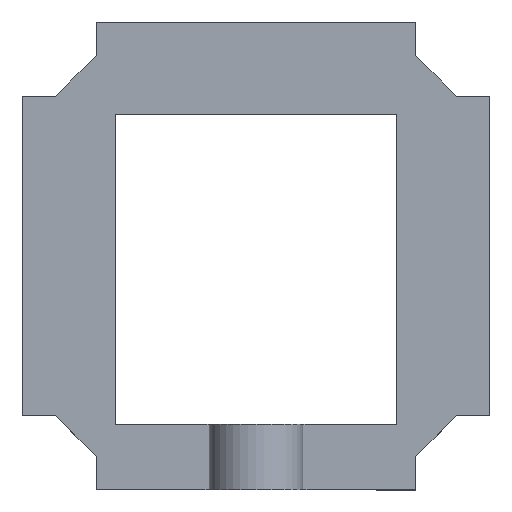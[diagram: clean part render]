
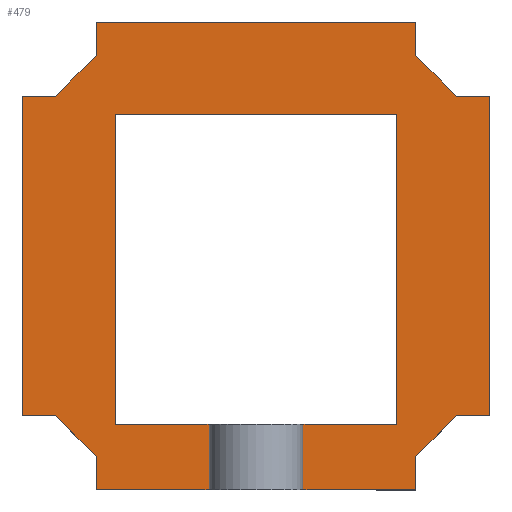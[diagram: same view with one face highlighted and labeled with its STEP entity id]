
A CAD part, top view. The second image highlights one B-rep face of the part: STEP entity #479.
In plain terms, the highlighted planar face has unit normal (0, 0, 1).
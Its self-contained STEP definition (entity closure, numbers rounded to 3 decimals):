
#36=PLANE('',#524);
#59=FACE_OUTER_BOUND('',#82,.T.);
#82=EDGE_LOOP('',(#413,#414,#415,#416,#417,#418,#419,#420,#421,#422,#423,
#424,#425,#426,#427,#428,#429,#430,#431,#432,#433,#434,#435,#436));
#87=LINE('',#646,#151);
#88=LINE('',#650,#152);
#91=LINE('',#658,#155);
#92=LINE('',#660,#156);
#97=LINE('',#670,#161);
#98=LINE('',#672,#162);
#101=LINE('',#676,#165);
#102=LINE('',#680,#166);
#106=LINE('',#688,#170);
#109=LINE('',#694,#173);
#112=LINE('',#701,#176);
#116=LINE('',#709,#180);
#119=LINE('',#715,#183);
#122=LINE('',#722,#186);
#126=LINE('',#730,#190);
#129=LINE('',#736,#193);
#132=LINE('',#743,#196);
#136=LINE('',#751,#200);
#139=LINE('',#757,#203);
#142=LINE('',#762,#206);
#144=LINE('',#765,#208);
#146=LINE('',#768,#210);
#148=LINE('',#770,#212);
#149=LINE('',#772,#213);
#151=VECTOR('',#530,10.);
#152=VECTOR('',#533,10.);
#155=VECTOR('',#540,10.);
#156=VECTOR('',#541,10.);
#161=VECTOR('',#548,10.);
#162=VECTOR('',#551,10.);
#165=VECTOR('',#556,10.);
#166=VECTOR('',#559,10.);
#170=VECTOR('',#565,10.);
#173=VECTOR('',#570,10.);
#176=VECTOR('',#575,10.);
#180=VECTOR('',#581,10.);
#183=VECTOR('',#586,10.);
#186=VECTOR('',#591,10.);
#190=VECTOR('',#597,10.);
#193=VECTOR('',#602,10.);
#196=VECTOR('',#607,10.);
#200=VECTOR('',#613,10.);
#203=VECTOR('',#618,10.);
#206=VECTOR('',#623,10.);
#208=VECTOR('',#627,10.);
#210=VECTOR('',#631,10.);
#212=VECTOR('',#633,10.);
#213=VECTOR('',#636,10.);
#215=VERTEX_POINT('',#644);
#216=VERTEX_POINT('',#645);
#217=VERTEX_POINT('',#647);
#218=VERTEX_POINT('',#649);
#221=VERTEX_POINT('',#656);
#222=VERTEX_POINT('',#659);
#224=VERTEX_POINT('',#664);
#226=VERTEX_POINT('',#668);
#227=VERTEX_POINT('',#678);
#228=VERTEX_POINT('',#679);
#231=VERTEX_POINT('',#687);
#233=VERTEX_POINT('',#693);
#235=VERTEX_POINT('',#699);
#236=VERTEX_POINT('',#700);
#239=VERTEX_POINT('',#708);
#241=VERTEX_POINT('',#714);
#243=VERTEX_POINT('',#720);
#244=VERTEX_POINT('',#721);
#247=VERTEX_POINT('',#729);
#249=VERTEX_POINT('',#735);
#251=VERTEX_POINT('',#741);
#252=VERTEX_POINT('',#742);
#255=VERTEX_POINT('',#750);
#257=VERTEX_POINT('',#756);
#259=EDGE_CURVE('',#215,#216,#87,.T.);
#261=EDGE_CURVE('',#218,#217,#88,.T.);
#265=EDGE_CURVE('',#216,#221,#91,.T.);
#266=EDGE_CURVE('',#222,#218,#92,.T.);
#271=EDGE_CURVE('',#224,#226,#97,.T.);
#272=EDGE_CURVE('',#226,#222,#98,.T.);
#275=EDGE_CURVE('',#221,#224,#101,.T.);
#276=EDGE_CURVE('',#227,#228,#102,.T.);
#280=EDGE_CURVE('',#228,#231,#106,.T.);
#283=EDGE_CURVE('',#231,#233,#109,.T.);
#286=EDGE_CURVE('',#235,#236,#112,.T.);
#290=EDGE_CURVE('',#239,#235,#116,.T.);
#293=EDGE_CURVE('',#241,#239,#119,.T.);
#296=EDGE_CURVE('',#243,#244,#122,.T.);
#300=EDGE_CURVE('',#244,#247,#126,.T.);
#303=EDGE_CURVE('',#247,#249,#129,.T.);
#306=EDGE_CURVE('',#251,#252,#132,.T.);
#310=EDGE_CURVE('',#255,#251,#136,.T.);
#313=EDGE_CURVE('',#252,#257,#139,.T.);
#316=EDGE_CURVE('',#233,#255,#142,.T.);
#318=EDGE_CURVE('',#236,#227,#144,.T.);
#320=EDGE_CURVE('',#215,#243,#146,.T.);
#322=EDGE_CURVE('',#257,#217,#148,.T.);
#323=EDGE_CURVE('',#249,#241,#149,.T.);
#413=ORIENTED_EDGE('',*,*,#259,.T.);
#414=ORIENTED_EDGE('',*,*,#265,.T.);
#415=ORIENTED_EDGE('',*,*,#275,.T.);
#416=ORIENTED_EDGE('',*,*,#271,.T.);
#417=ORIENTED_EDGE('',*,*,#272,.T.);
#418=ORIENTED_EDGE('',*,*,#266,.T.);
#419=ORIENTED_EDGE('',*,*,#261,.T.);
#420=ORIENTED_EDGE('',*,*,#322,.F.);
#421=ORIENTED_EDGE('',*,*,#313,.F.);
#422=ORIENTED_EDGE('',*,*,#306,.F.);
#423=ORIENTED_EDGE('',*,*,#310,.F.);
#424=ORIENTED_EDGE('',*,*,#316,.F.);
#425=ORIENTED_EDGE('',*,*,#283,.F.);
#426=ORIENTED_EDGE('',*,*,#280,.F.);
#427=ORIENTED_EDGE('',*,*,#276,.F.);
#428=ORIENTED_EDGE('',*,*,#318,.F.);
#429=ORIENTED_EDGE('',*,*,#286,.F.);
#430=ORIENTED_EDGE('',*,*,#290,.F.);
#431=ORIENTED_EDGE('',*,*,#293,.F.);
#432=ORIENTED_EDGE('',*,*,#323,.F.);
#433=ORIENTED_EDGE('',*,*,#303,.F.);
#434=ORIENTED_EDGE('',*,*,#300,.F.);
#435=ORIENTED_EDGE('',*,*,#296,.F.);
#436=ORIENTED_EDGE('',*,*,#320,.F.);
#479=ADVANCED_FACE('',(#59),#36,.T.);
#524=AXIS2_PLACEMENT_3D('',#774,#638,#639);
#530=DIRECTION('',(0.,1.,0.));
#533=DIRECTION('',(0.,-1.,0.));
#540=DIRECTION('',(-1.,0.,0.));
#541=DIRECTION('',(-1.,0.,0.));
#548=DIRECTION('',(1.,0.,0.));
#551=DIRECTION('',(0.,-1.,0.));
#556=DIRECTION('',(0.,1.,0.));
#559=DIRECTION('',(0.,-1.,0.));
#565=DIRECTION('',(0.707,-0.707,0.));
#570=DIRECTION('',(1.,0.,0.));
#575=DIRECTION('',(0.,1.,0.));
#581=DIRECTION('',(0.707,0.707,0.));
#586=DIRECTION('',(1.,0.,0.));
#591=DIRECTION('',(0.,1.,0.));
#597=DIRECTION('',(-0.707,0.707,0.));
#602=DIRECTION('',(-1.,0.,0.));
#607=DIRECTION('',(-0.707,-0.707,0.));
#613=DIRECTION('',(-1.,0.,0.));
#618=DIRECTION('',(0.,-1.,0.));
#623=DIRECTION('',(0.,-1.,0.));
#627=DIRECTION('',(1.,0.,0.));
#631=DIRECTION('',(-1.,0.,0.));
#633=DIRECTION('',(-1.,0.,0.));
#636=DIRECTION('',(0.,1.,0.));
#638=DIRECTION('center_axis',(0.,0.,1.));
#639=DIRECTION('ref_axis',(1.,0.,0.));
#644=CARTESIAN_POINT('',(-25.93,-3.97,15.));
#645=CARTESIAN_POINT('',(-25.93,3.03,15.));
#646=CARTESIAN_POINT('',(-25.93,3.03,15.));
#647=CARTESIAN_POINT('',(-15.93,-3.97,15.));
#649=CARTESIAN_POINT('',(-15.93,3.03,15.));
#650=CARTESIAN_POINT('',(-15.93,3.03,15.));
#656=CARTESIAN_POINT('',(-35.93,3.03,15.));
#658=CARTESIAN_POINT('',(-20.93,3.03,15.));
#659=CARTESIAN_POINT('',(-5.93,3.03,15.));
#660=CARTESIAN_POINT('',(-20.93,3.03,15.));
#664=CARTESIAN_POINT('',(-35.93,36.03,15.));
#668=CARTESIAN_POINT('',(-5.93,36.03,15.));
#670=CARTESIAN_POINT('',(-20.93,36.03,15.));
#672=CARTESIAN_POINT('',(-5.93,13.48,15.));
#676=CARTESIAN_POINT('',(-35.93,13.48,15.));
#678=CARTESIAN_POINT('',(-3.93,45.83,15.));
#679=CARTESIAN_POINT('',(-3.93,42.255,15.));
#680=CARTESIAN_POINT('',(-3.93,31.593,15.));
#687=CARTESIAN_POINT('',(0.395,37.93,15.));
#688=CARTESIAN_POINT('',(-0.686,39.011,15.));
#693=CARTESIAN_POINT('',(3.97,37.93,15.));
#694=CARTESIAN_POINT('',(-8.48,37.93,15.));
#699=CARTESIAN_POINT('',(-37.93,42.255,15.));
#700=CARTESIAN_POINT('',(-37.93,45.83,15.));
#701=CARTESIAN_POINT('',(-37.93,33.38,15.));
#708=CARTESIAN_POINT('',(-42.255,37.93,15.));
#709=CARTESIAN_POINT('',(-39.011,41.174,15.));
#714=CARTESIAN_POINT('',(-45.83,37.93,15.));
#715=CARTESIAN_POINT('',(-31.593,37.93,15.));
#720=CARTESIAN_POINT('',(-37.93,-3.97,15.));
#721=CARTESIAN_POINT('',(-37.93,-0.395,15.));
#722=CARTESIAN_POINT('',(-37.93,10.267,15.));
#729=CARTESIAN_POINT('',(-42.255,3.93,15.));
#730=CARTESIAN_POINT('',(-41.174,2.849,15.));
#735=CARTESIAN_POINT('',(-45.83,3.93,15.));
#736=CARTESIAN_POINT('',(-33.38,3.93,15.));
#741=CARTESIAN_POINT('',(0.395,3.93,15.));
#742=CARTESIAN_POINT('',(-3.93,-0.395,15.));
#743=CARTESIAN_POINT('',(-2.849,0.686,15.));
#750=CARTESIAN_POINT('',(3.97,3.93,15.));
#751=CARTESIAN_POINT('',(-10.267,3.93,15.));
#756=CARTESIAN_POINT('',(-3.93,-3.97,15.));
#757=CARTESIAN_POINT('',(-3.93,8.48,15.));
#762=CARTESIAN_POINT('',(3.97,29.33,15.));
#765=CARTESIAN_POINT('',(-29.33,45.83,15.));
#768=CARTESIAN_POINT('',(-12.53,-3.97,15.));
#770=CARTESIAN_POINT('',(-12.53,-3.97,15.));
#772=CARTESIAN_POINT('',(-45.83,12.53,15.));
#774=CARTESIAN_POINT('Origin',(-20.93,20.93,15.));
